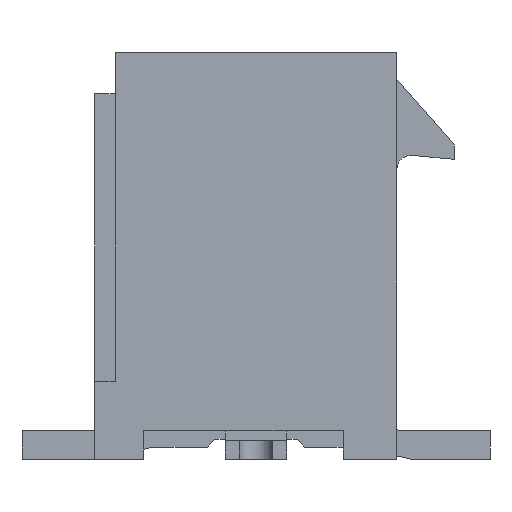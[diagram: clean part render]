
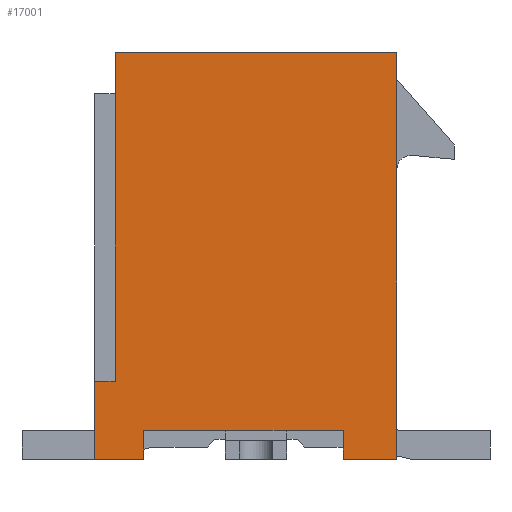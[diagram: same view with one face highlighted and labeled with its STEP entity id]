
A CAD part, left-side view. The second image highlights one B-rep face of the part: STEP entity #17001.
In plain terms, the highlighted face is planar.
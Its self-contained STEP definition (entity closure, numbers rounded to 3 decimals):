
#4062=ORIENTED_EDGE('',*,*,#7133,.F.);
#4063=ORIENTED_EDGE('',*,*,#7278,.F.);
#4064=ORIENTED_EDGE('',*,*,#7279,.F.);
#4065=ORIENTED_EDGE('',*,*,#7280,.F.);
#4066=ORIENTED_EDGE('',*,*,#7265,.F.);
#4067=ORIENTED_EDGE('',*,*,#7281,.T.);
#4068=ORIENTED_EDGE('',*,*,#7282,.T.);
#4069=ORIENTED_EDGE('',*,*,#7253,.T.);
#4070=ORIENTED_EDGE('',*,*,#7276,.T.);
#4071=ORIENTED_EDGE('',*,*,#7283,.F.);
#7133=EDGE_CURVE('',#8851,#8848,#11045,.T.);
#7253=EDGE_CURVE('',#8945,#8944,#11163,.T.);
#7265=EDGE_CURVE('',#8950,#8951,#11175,.T.);
#7276=EDGE_CURVE('',#8944,#8958,#11186,.T.);
#7278=EDGE_CURVE('',#8959,#8851,#11188,.T.);
#7279=EDGE_CURVE('',#8960,#8959,#11189,.T.);
#7280=EDGE_CURVE('',#8951,#8960,#11190,.T.);
#7281=EDGE_CURVE('',#8950,#8961,#11191,.T.);
#7282=EDGE_CURVE('',#8961,#8945,#11192,.T.);
#7283=EDGE_CURVE('',#8848,#8958,#11193,.T.);
#8848=VERTEX_POINT('',#26805);
#8851=VERTEX_POINT('',#26812);
#8944=VERTEX_POINT('',#27063);
#8945=VERTEX_POINT('',#27065);
#8950=VERTEX_POINT('',#27085);
#8951=VERTEX_POINT('',#27087);
#8958=VERTEX_POINT('',#27108);
#8959=VERTEX_POINT('',#27112);
#8960=VERTEX_POINT('',#27114);
#8961=VERTEX_POINT('',#27117);
#11045=LINE('',#26813,#13371);
#11163=LINE('',#27064,#13489);
#11175=LINE('',#27086,#13501);
#11186=LINE('',#27107,#13512);
#11188=LINE('',#27111,#13514);
#11189=LINE('',#27113,#13515);
#11190=LINE('',#27115,#13516);
#11191=LINE('',#27116,#13517);
#11192=LINE('',#27118,#13518);
#11193=LINE('',#27119,#13519);
#13371=VECTOR('',#21910,1000.);
#13489=VECTOR('',#22108,1000.);
#13501=VECTOR('',#22128,1000.);
#13512=VECTOR('',#22145,1000.);
#13514=VECTOR('',#22149,1000.);
#13515=VECTOR('',#22150,1000.);
#13516=VECTOR('',#22151,1000.);
#13517=VECTOR('',#22152,1000.);
#13518=VECTOR('',#22153,1000.);
#13519=VECTOR('',#22154,1000.);
#14374=EDGE_LOOP('',(#4062,#4063,#4064,#4065,#4066,#4067,#4068,#4069,#4070,
#4071));
#15278=FACE_BOUND('',#14374,.T.);
#16138=PLANE('',#18146);
#17001=ADVANCED_FACE('',(#15278),#16138,.T.);
#18146=AXIS2_PLACEMENT_3D('',#27110,#22147,#22148);
#21910=DIRECTION('',(0.,1.,0.));
#22108=DIRECTION('',(0.,0.,-1.));
#22128=DIRECTION('',(0.,1.,0.));
#22145=DIRECTION('',(0.,1.,0.));
#22147=DIRECTION('',(1.,0.,0.));
#22148=DIRECTION('',(0.,0.,-1.));
#22149=DIRECTION('',(0.,0.,-1.));
#22150=DIRECTION('',(0.,-1.,0.));
#22151=DIRECTION('',(0.,0.,-1.));
#22152=DIRECTION('',(0.,0.,-1.));
#22153=DIRECTION('',(0.,1.,0.));
#22154=DIRECTION('',(0.,0.,-1.));
#26805=CARTESIAN_POINT('',(15.35,4.95,-2.48));
#26812=CARTESIAN_POINT('',(15.35,4.25,-2.48));
#26813=CARTESIAN_POINT('',(15.35,-4.95,-2.48));
#27063=CARTESIAN_POINT('',(15.35,3.05,-3.68));
#27064=CARTESIAN_POINT('',(15.35,3.05,-3.18));
#27065=CARTESIAN_POINT('',(15.35,3.05,-3.18));
#27085=CARTESIAN_POINT('',(15.35,-4.95,3.68));
#27086=CARTESIAN_POINT('',(15.35,-4.95,3.68));
#27087=CARTESIAN_POINT('',(15.35,4.95,3.68));
#27107=CARTESIAN_POINT('',(15.35,-4.95,-3.68));
#27108=CARTESIAN_POINT('',(15.35,4.95,-3.68));
#27110=CARTESIAN_POINT('',(15.35,-4.95,3.68));
#27111=CARTESIAN_POINT('',(15.35,4.25,3.68));
#27112=CARTESIAN_POINT('',(15.35,4.25,2.37));
#27113=CARTESIAN_POINT('',(15.35,-4.95,2.37));
#27114=CARTESIAN_POINT('',(15.35,4.95,2.37));
#27115=CARTESIAN_POINT('',(15.35,4.95,3.68));
#27116=CARTESIAN_POINT('',(15.35,-4.95,3.68));
#27117=CARTESIAN_POINT('',(15.35,-4.95,-3.18));
#27118=CARTESIAN_POINT('',(15.35,3.05,-3.18));
#27119=CARTESIAN_POINT('',(15.35,4.95,3.68));
